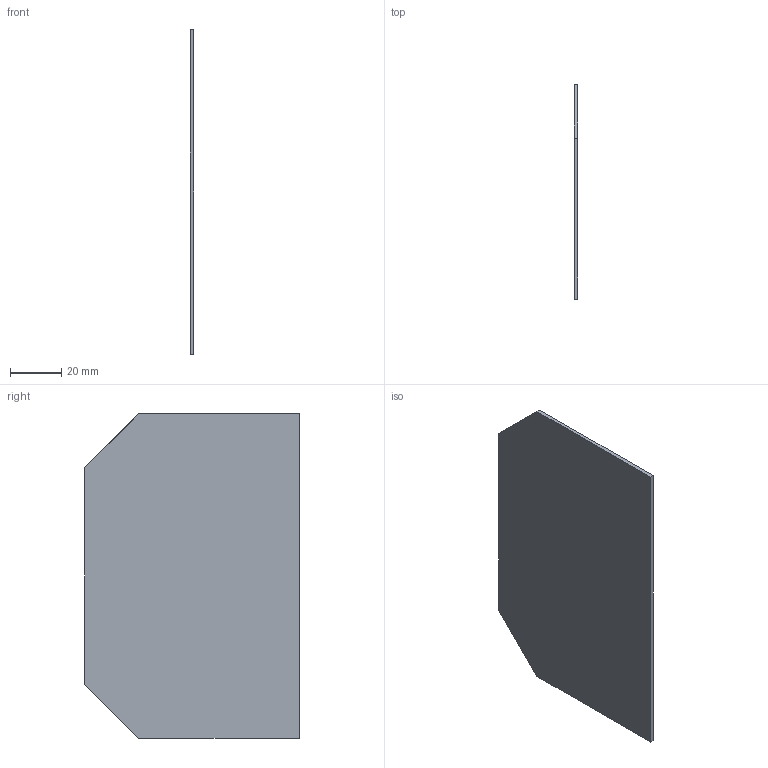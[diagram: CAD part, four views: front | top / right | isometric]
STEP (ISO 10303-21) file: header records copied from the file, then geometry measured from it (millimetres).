
FILE_DESCRIPTION((''),'2;1');
FILE_NAME('BARRIER_ASM','2023-10-20T14:37:34',('klemen.sitar'),('Audax d.o.o.'),'CREO PARAMETRIC BY PTC INC, 2021304','CREO PARAMETRIC BY PTC INC, 2021304','');
FILE_SCHEMA(('AP242_MANAGED_MODEL_BASED_3D_ENGINEERING_MIM_LF { 1 0 10303 442 1 1 4 }'));
Length unit declared in the file: millimetre
Products named in the file (2): PRT0007; BARRIER_ASM
Assembly tree (1 placements, depth 2):
  BARRIER_ASM
    PRT0007
Bounding box: 1.5 x 83.5 x 126 mm (x, y, z)
Volume: 15120 mm3; surface area: 20750.9 mm2
Topology: 1 solids, 1 shells, 9 faces, 21 edges, 14 vertices
Faces by surface type: plane 9
Entity records: 668 total; most frequent: COLOUR_RGB 177, CARTESIAN_POINT 51, DIRECTION 45, ORIENTED_EDGE 42, PRESENTATION_STYLE_ASSIGNMENT 31, STYLED_ITEM 31, VECTOR 21, LINE 21
